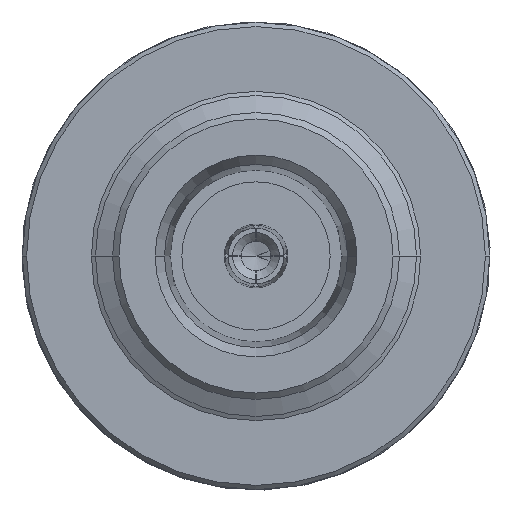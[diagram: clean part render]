
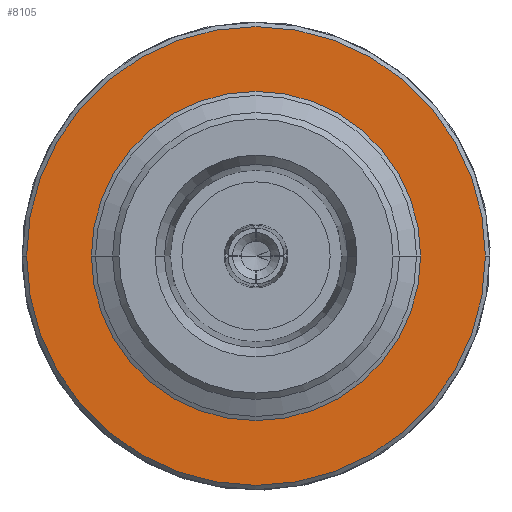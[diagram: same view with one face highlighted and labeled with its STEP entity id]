
A CAD part, left-side view. The second image highlights one B-rep face of the part: STEP entity #8105.
In plain terms, the highlighted planar face has unit normal (-1, 0, 0).
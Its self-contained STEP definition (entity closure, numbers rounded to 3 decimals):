
#5259 = CARTESIAN_POINT ( 'NONE',  ( -4.9, 10.8, 0. ) ) ;
#5260 = CARTESIAN_POINT ( 'NONE',  ( -4.9, -10.8, 0. ) ) ;
#5261 = DIRECTION ( 'NONE',  ( 0., -1., 0. ) ) ;
#5262 = DIRECTION ( 'NONE',  ( -1., 0., 0. ) ) ;
#5263 = CARTESIAN_POINT ( 'NONE',  ( -4.9, 0., 0. ) ) ;
#5264 = AXIS2_PLACEMENT_3D ( 'NONE', #5263, #5262, #5261 ) ;
#5269 = CIRCLE ( 'NONE', #5264, 10.8 ) ;
#5289 = CARTESIAN_POINT ( 'NONE',  ( -4.9, 6.794, 0. ) ) ;
#5290 = CARTESIAN_POINT ( 'NONE',  ( -4.9, -6.794, 0. ) ) ;
#5291 = DIRECTION ( 'NONE',  ( 0., -1., 0. ) ) ;
#5292 = DIRECTION ( 'NONE',  ( -1., 0., 0. ) ) ;
#5293 = CARTESIAN_POINT ( 'NONE',  ( -4.9, 0., 0. ) ) ;
#5294 = AXIS2_PLACEMENT_3D ( 'NONE', #5293, #5292, #5291 ) ;
#5298 = CIRCLE ( 'NONE', #5294, 6.794 ) ;
#8105 = ADVANCED_FACE ( 'NONE', ( #17040, #17035 ), #17034, .F. ) ;
#8106 = EDGE_LOOP ( 'NONE', ( #8165, #8166 ) ) ;
#8165 = ORIENTED_EDGE ( 'NONE', *, *, #14192, .F. ) ;
#8166 = ORIENTED_EDGE ( 'NONE', *, *, #8167, .F. ) ;
#8167 = EDGE_CURVE ( 'NONE', #14194, #14193, #17251, .T. ) ;
#8168 = EDGE_LOOP ( 'NONE', ( #8169, #8170 ) ) ;
#8169 = ORIENTED_EDGE ( 'NONE', *, *, #8185, .T. ) ;
#8170 = ORIENTED_EDGE ( 'NONE', *, *, #14175, .T. ) ;
#8185 = EDGE_CURVE ( 'NONE', #14177, #14176, #17231, .T. ) ;
#14175 = EDGE_CURVE ( 'NONE', #14176, #14177, #5269, .T. ) ;
#14176 = VERTEX_POINT ( 'NONE', #5260 ) ;
#14177 = VERTEX_POINT ( 'NONE', #5259 ) ;
#14192 = EDGE_CURVE ( 'NONE', #14193, #14194, #5298, .T. ) ;
#14193 = VERTEX_POINT ( 'NONE', #5290 ) ;
#14194 = VERTEX_POINT ( 'NONE', #5289 ) ;
#17030 = DIRECTION ( 'NONE',  ( 0., 1., 0. ) ) ;
#17031 = DIRECTION ( 'NONE',  ( 1., 0., 0. ) ) ;
#17032 = AXIS2_PLACEMENT_3D ( 'NONE', #17033, #17031, #17030 ) ;
#17033 = CARTESIAN_POINT ( 'NONE',  ( -4.9, 6.794, 0. ) ) ;
#17034 = PLANE ( 'NONE',  #17032 ) ;
#17035 = FACE_OUTER_BOUND ( 'NONE', #8168, .T. ) ;
#17040 = FACE_BOUND ( 'NONE', #8106, .T. ) ;
#17222 = DIRECTION ( 'NONE',  ( 0., -1., 0. ) ) ;
#17223 = DIRECTION ( 'NONE',  ( -1., 0., 0. ) ) ;
#17224 = CARTESIAN_POINT ( 'NONE',  ( -4.9, 0., 0. ) ) ;
#17225 = AXIS2_PLACEMENT_3D ( 'NONE', #17224, #17223, #17222 ) ;
#17231 = CIRCLE ( 'NONE', #17225, 10.8 ) ;
#17247 = DIRECTION ( 'NONE',  ( 0., -1., 0. ) ) ;
#17248 = DIRECTION ( 'NONE',  ( -1., 0., 0. ) ) ;
#17249 = CARTESIAN_POINT ( 'NONE',  ( -4.9, 0., 0. ) ) ;
#17250 = AXIS2_PLACEMENT_3D ( 'NONE', #17249, #17248, #17247 ) ;
#17251 = CIRCLE ( 'NONE', #17250, 6.794 ) ;
